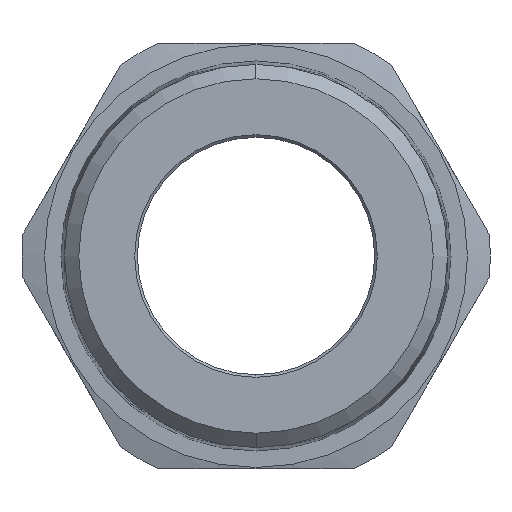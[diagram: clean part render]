
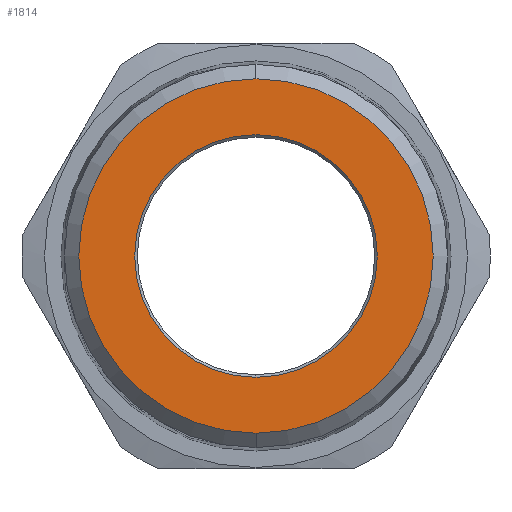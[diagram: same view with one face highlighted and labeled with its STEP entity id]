
A CAD part, left-side view. The second image highlights one B-rep face of the part: STEP entity #1814.
In plain terms, the highlighted planar face has unit normal (-1, 0, 0).
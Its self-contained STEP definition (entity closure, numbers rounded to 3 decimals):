
#14 = VERTEX_POINT ( 'NONE', #4392 ) ;
#90 = AXIS2_PLACEMENT_3D ( 'NONE', #3062, #1692, #4409 ) ;
#163 = CIRCLE ( 'NONE', #3250, 22.8 ) ;
#241 = DIRECTION ( 'NONE',  ( 0., 0., -1. ) ) ;
#261 = ORIENTED_EDGE ( 'NONE', *, *, #4056, .T. ) ;
#485 = EDGE_LOOP ( 'NONE', ( #3746, #816 ) ) ;
#517 = DIRECTION ( 'NONE',  ( 0., 0., -1. ) ) ;
#789 = CIRCLE ( 'NONE', #3020, 33.303 ) ;
#816 = ORIENTED_EDGE ( 'NONE', *, *, #3599, .T. ) ;
#894 = FACE_BOUND ( 'NONE', #2558, .T. ) ;
#1209 = DIRECTION ( 'NONE',  ( 0., 0., -1. ) ) ;
#1229 = AXIS2_PLACEMENT_3D ( 'NONE', #2259, #2614, #1209 ) ;
#1541 = PLANE ( 'NONE',  #1229 ) ;
#1692 = DIRECTION ( 'NONE',  ( 1., 0., 0. ) ) ;
#1772 = VERTEX_POINT ( 'NONE', #2192 ) ;
#1814 = ADVANCED_FACE ( 'NONE', ( #2719, #894 ), #1541, .F. ) ;
#1897 = EDGE_CURVE ( 'NONE', #1772, #2901, #789, .T. ) ;
#2129 = VERTEX_POINT ( 'NONE', #4179 ) ;
#2192 = CARTESIAN_POINT ( 'NONE',  ( 0., 0., -33.303 ) ) ;
#2235 = DIRECTION ( 'NONE',  ( -1., 0., 0. ) ) ;
#2259 = CARTESIAN_POINT ( 'NONE',  ( 0., 0., 0. ) ) ;
#2297 = DIRECTION ( 'NONE',  ( 1., 0., 0. ) ) ;
#2480 = ORIENTED_EDGE ( 'NONE', *, *, #4337, .T. ) ;
#2558 = EDGE_LOOP ( 'NONE', ( #2480, #261 ) ) ;
#2614 = DIRECTION ( 'NONE',  ( 1., 0., 0. ) ) ;
#2719 = FACE_OUTER_BOUND ( 'NONE', #485, .T. ) ;
#2901 = VERTEX_POINT ( 'NONE', #4019 ) ;
#2919 = CARTESIAN_POINT ( 'NONE',  ( 0., 0., 0. ) ) ;
#3020 = AXIS2_PLACEMENT_3D ( 'NONE', #4312, #2235, #517 ) ;
#3062 = CARTESIAN_POINT ( 'NONE',  ( 0., 0., 0. ) ) ;
#3250 = AXIS2_PLACEMENT_3D ( 'NONE', #4395, #2297, #241 ) ;
#3258 = CIRCLE ( 'NONE', #90, 22.8 ) ;
#3293 = DIRECTION ( 'NONE',  ( -1., 0., 0. ) ) ;
#3512 = AXIS2_PLACEMENT_3D ( 'NONE', #2919, #3293, #3632 ) ;
#3599 = EDGE_CURVE ( 'NONE', #2901, #1772, #4335, .T. ) ;
#3632 = DIRECTION ( 'NONE',  ( 0., 0., -1. ) ) ;
#3746 = ORIENTED_EDGE ( 'NONE', *, *, #1897, .T. ) ;
#4019 = CARTESIAN_POINT ( 'NONE',  ( 0., 0., 33.303 ) ) ;
#4056 = EDGE_CURVE ( 'NONE', #14, #2129, #3258, .T. ) ;
#4179 = CARTESIAN_POINT ( 'NONE',  ( 0., 0., 22.8 ) ) ;
#4312 = CARTESIAN_POINT ( 'NONE',  ( 0., 0., 0. ) ) ;
#4335 = CIRCLE ( 'NONE', #3512, 33.303 ) ;
#4337 = EDGE_CURVE ( 'NONE', #2129, #14, #163, .T. ) ;
#4392 = CARTESIAN_POINT ( 'NONE',  ( 0., 0., -22.8 ) ) ;
#4395 = CARTESIAN_POINT ( 'NONE',  ( 0., 0., 0. ) ) ;
#4409 = DIRECTION ( 'NONE',  ( 0., 0., -1. ) ) ;
